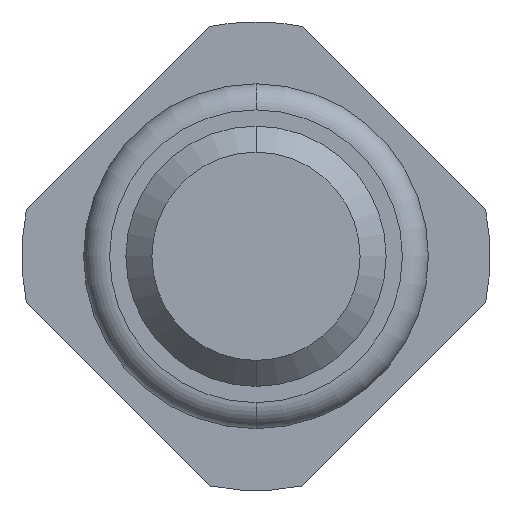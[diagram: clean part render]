
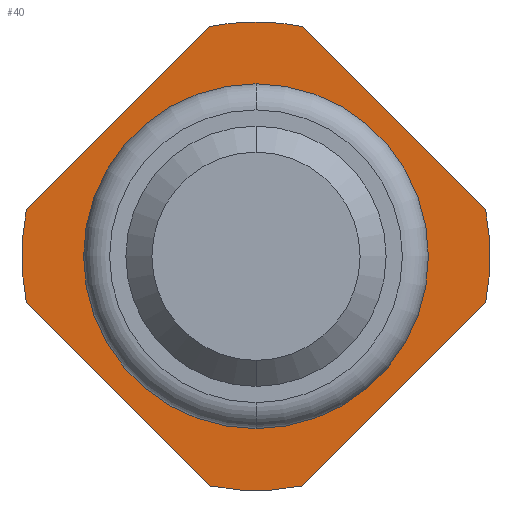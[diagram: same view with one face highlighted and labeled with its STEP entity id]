
A CAD part, front view. The second image highlights one B-rep face of the part: STEP entity #40.
In plain terms, the highlighted planar face has unit normal (0, -1, 0).
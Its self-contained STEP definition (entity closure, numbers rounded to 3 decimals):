
#26 = ORIENTED_EDGE ( 'NONE', *, *, #313, .F. ) ;
#40 = ADVANCED_FACE ( 'Defeature ausgef�hrt2_0', ( #2044, #2960 ), #1751, .F. ) ;
#146 = CARTESIAN_POINT ( 'NONE',  ( -0.357, -2., -1.764 ) ) ;
#148 = DIRECTION ( 'NONE',  ( -0.707, 0., -0.707 ) ) ;
#181 = DIRECTION ( 'NONE',  ( 0., 1., 0. ) ) ;
#193 = CARTESIAN_POINT ( 'NONE',  ( 0., -2., 0. ) ) ;
#235 = VECTOR ( 'NONE', #2097, 1000. ) ;
#243 = CIRCLE ( 'NONE', #3341, 1.8 ) ;
#271 = CARTESIAN_POINT ( 'NONE',  ( 0.357, -2., 1.764 ) ) ;
#296 = ORIENTED_EDGE ( 'NONE', *, *, #2021, .F. ) ;
#308 = DIRECTION ( 'NONE',  ( 0., 1., 0. ) ) ;
#313 = EDGE_CURVE ( 'Defeature ausgef�hrt2_16+Defeature ausgef�hrt2_0+Defeature ausgef�hrt2_4+Defeature ausgef�hrt2_3', #1386, #1410, #3854, .T. ) ;
#395 = EDGE_CURVE ( 'Defeature ausgef�hrt2_2+Defeature ausgef�hrt2_0+Defeature ausgef�hrt2_17+Defeature ausgef�hrt2_18', #2202, #4308, #929, .T. ) ;
#428 = DIRECTION ( 'NONE',  ( 0., 1., 0. ) ) ;
#482 = VERTEX_POINT ( 'NONE', #2506 ) ;
#500 = LINE ( 'NONE', #3454, #235 ) ;
#509 = EDGE_CURVE ( 'Defeature ausgef�hrt2_2+Defeature ausgef�hrt2_0+Defeature ausgef�hrt2_17+Defeature ausgef�hrt2_18', #1933, #2202, #2075, .T. ) ;
#555 = DIRECTION ( 'NONE',  ( 0., 0., 1. ) ) ;
#575 = CARTESIAN_POINT ( 'NONE',  ( 1.764, -2., 0.357 ) ) ;
#591 = VERTEX_POINT ( 'NONE', #1260 ) ;
#642 = VERTEX_POINT ( 'NONE', #3959 ) ;
#676 = EDGE_CURVE ( 'Defeature ausgef�hrt2_0+Defeature ausgef�hrt2_12+Defeature ausgef�hrt2_12+Defeature ausgef�hrt2_12', #642, #591, #1343, .T. ) ;
#695 = ORIENTED_EDGE ( 'NONE', *, *, #2547, .F. ) ;
#705 = EDGE_CURVE ( 'Defeature ausgef�hrt2_1+Defeature ausgef�hrt2_0+Defeature ausgef�hrt2_18+Defeature ausgef�hrt2_15', #3351, #482, #1248, .T. ) ;
#738 = EDGE_LOOP ( 'NONE', ( #1272, #2326 ) ) ;
#769 = CIRCLE ( 'NONE', #2972, 1.8 ) ;
#812 = DIRECTION ( 'NONE',  ( -0.707, 0., 0.707 ) ) ;
#832 = DIRECTION ( 'NONE',  ( 0.707, 0., 0.707 ) ) ;
#929 = CIRCLE ( 'NONE', #1735, 1.8 ) ;
#990 = EDGE_LOOP ( 'NONE', ( #1458, #1682, #1838, #695, #1214, #26, #296, #2008, #2585 ) ) ;
#1161 = AXIS2_PLACEMENT_3D ( 'NONE', #3302, #1579, #1563 ) ;
#1214 = ORIENTED_EDGE ( 'NONE', *, *, #2213, .F. ) ;
#1227 = DIRECTION ( 'NONE',  ( 0., 0., 1. ) ) ;
#1244 = DIRECTION ( 'NONE',  ( 0., 1., 0. ) ) ;
#1248 = CIRCLE ( 'NONE', #2604, 1.8 ) ;
#1260 = CARTESIAN_POINT ( 'NONE',  ( 0., -2., 1.325 ) ) ;
#1272 = ORIENTED_EDGE ( 'NONE', *, *, #1976, .T. ) ;
#1343 = CIRCLE ( 'NONE', #1161, 1.325 ) ;
#1386 = VERTEX_POINT ( 'NONE', #146 ) ;
#1403 = VECTOR ( 'NONE', #812, 1000. ) ;
#1410 = VERTEX_POINT ( 'NONE', #1501 ) ;
#1453 = CARTESIAN_POINT ( 'NONE',  ( 0., -2., 0. ) ) ;
#1458 = ORIENTED_EDGE ( 'NONE', *, *, #1859, .F. ) ;
#1501 = CARTESIAN_POINT ( 'NONE',  ( -1.764, -2., -0.357 ) ) ;
#1507 = CARTESIAN_POINT ( 'NONE',  ( -0.357, -2., 1.764 ) ) ;
#1563 = DIRECTION ( 'NONE',  ( 0., 0., 1. ) ) ;
#1571 = CARTESIAN_POINT ( 'NONE',  ( 0., -2., 0. ) ) ;
#1579 = DIRECTION ( 'NONE',  ( 0., 1., 0. ) ) ;
#1668 = VECTOR ( 'NONE', #832, 1000. ) ;
#1682 = ORIENTED_EDGE ( 'NONE', *, *, #395, .F. ) ;
#1735 = AXIS2_PLACEMENT_3D ( 'NONE', #1453, #428, #3845 ) ;
#1741 = CARTESIAN_POINT ( 'NONE',  ( 1.8, -2., 0. ) ) ;
#1751 = PLANE ( 'NONE',  #2717 ) ;
#1838 = ORIENTED_EDGE ( 'NONE', *, *, #509, .F. ) ;
#1844 = CARTESIAN_POINT ( 'NONE',  ( 0., -2., 0. ) ) ;
#1859 = EDGE_CURVE ( 'Defeature ausgef�hrt2_18+Defeature ausgef�hrt2_0+Defeature ausgef�hrt2_2+Defeature ausgef�hrt2_1', #4308, #3351, #500, .T. ) ;
#1933 = VERTEX_POINT ( 'NONE', #1507 ) ;
#1976 = EDGE_CURVE ( 'Defeature ausgef�hrt2_0+Defeature ausgef�hrt2_12+Defeature ausgef�hrt2_12+Defeature ausgef�hrt2_12', #591, #642, #2348, .T. ) ;
#1989 = CARTESIAN_POINT ( 'NONE',  ( -1.764, -2., 0.357 ) ) ;
#2008 = ORIENTED_EDGE ( 'NONE', *, *, #2608, .F. ) ;
#2021 = EDGE_CURVE ( 'Defeature ausgef�hrt2_4+Defeature ausgef�hrt2_0+Defeature ausgef�hrt2_15+Defeature ausgef�hrt2_16', #3768, #1386, #243, .T. ) ;
#2044 = FACE_BOUND ( 'NONE', #738, .T. ) ;
#2075 = CIRCLE ( 'NONE', #2979, 1.8 ) ;
#2097 = DIRECTION ( 'NONE',  ( 0.707, 0., -0.707 ) ) ;
#2111 = CARTESIAN_POINT ( 'NONE',  ( 1.961, -2., -0.161 ) ) ;
#2138 = CARTESIAN_POINT ( 'NONE',  ( -0.161, -2., 1.961 ) ) ;
#2202 = VERTEX_POINT ( 'NONE', #2583 ) ;
#2213 = EDGE_CURVE ( 'Defeature ausgef�hrt2_3+Defeature ausgef�hrt2_0+Defeature ausgef�hrt2_16+Defeature ausgef�hrt2_17', #1410, #2419, #769, .T. ) ;
#2236 = DIRECTION ( 'NONE',  ( 0., 1., 0. ) ) ;
#2243 = DIRECTION ( 'NONE',  ( 0., 1., 0. ) ) ;
#2326 = ORIENTED_EDGE ( 'NONE', *, *, #676, .T. ) ;
#2348 = CIRCLE ( 'NONE', #3896, 1.325 ) ;
#2419 = VERTEX_POINT ( 'NONE', #1989 ) ;
#2492 = CARTESIAN_POINT ( 'NONE',  ( -0.161, -2., -1.961 ) ) ;
#2506 = CARTESIAN_POINT ( 'NONE',  ( 1.764, -2., -0.357 ) ) ;
#2547 = EDGE_CURVE ( 'Defeature ausgef�hrt2_17+Defeature ausgef�hrt2_0+Defeature ausgef�hrt2_3+Defeature ausgef�hrt2_2', #2419, #1933, #2940, .T. ) ;
#2555 = DIRECTION ( 'NONE',  ( 0., 0., 1. ) ) ;
#2583 = CARTESIAN_POINT ( 'NONE',  ( 0., -2., 1.8 ) ) ;
#2585 = ORIENTED_EDGE ( 'NONE', *, *, #705, .F. ) ;
#2604 = AXIS2_PLACEMENT_3D ( 'NONE', #2936, #2243, #3289 ) ;
#2608 = EDGE_CURVE ( 'Defeature ausgef�hrt2_15+Defeature ausgef�hrt2_0+Defeature ausgef�hrt2_1+Defeature ausgef�hrt2_4', #482, #3768, #4028, .T. ) ;
#2717 = AXIS2_PLACEMENT_3D ( 'NONE', #1741, #308, #2784 ) ;
#2784 = DIRECTION ( 'NONE',  ( 0., 0., 1. ) ) ;
#2903 = CARTESIAN_POINT ( 'NONE',  ( 0.357, -2., -1.764 ) ) ;
#2913 = DIRECTION ( 'NONE',  ( 0., 1., 0. ) ) ;
#2936 = CARTESIAN_POINT ( 'NONE',  ( 0., -2., 0. ) ) ;
#2940 = LINE ( 'NONE', #2138, #1668 ) ;
#2960 = FACE_OUTER_BOUND ( 'NONE', #990, .T. ) ;
#2972 = AXIS2_PLACEMENT_3D ( 'NONE', #1571, #1244, #3562 ) ;
#2979 = AXIS2_PLACEMENT_3D ( 'NONE', #3241, #181, #1227 ) ;
#3241 = CARTESIAN_POINT ( 'NONE',  ( 0., -2., 0. ) ) ;
#3289 = DIRECTION ( 'NONE',  ( 0., 0., 1. ) ) ;
#3302 = CARTESIAN_POINT ( 'NONE',  ( 0., -2., 0. ) ) ;
#3341 = AXIS2_PLACEMENT_3D ( 'NONE', #193, #2913, #555 ) ;
#3351 = VERTEX_POINT ( 'NONE', #575 ) ;
#3454 = CARTESIAN_POINT ( 'NONE',  ( 1.961, -2., 0.161 ) ) ;
#3467 = VECTOR ( 'NONE', #148, 1000. ) ;
#3562 = DIRECTION ( 'NONE',  ( 0., 0., 1. ) ) ;
#3768 = VERTEX_POINT ( 'NONE', #2903 ) ;
#3845 = DIRECTION ( 'NONE',  ( 0., 0., 1. ) ) ;
#3854 = LINE ( 'NONE', #2492, #1403 ) ;
#3896 = AXIS2_PLACEMENT_3D ( 'NONE', #1844, #2236, #2555 ) ;
#3959 = CARTESIAN_POINT ( 'NONE',  ( 0., -2., -1.325 ) ) ;
#4028 = LINE ( 'NONE', #2111, #3467 ) ;
#4308 = VERTEX_POINT ( 'NONE', #271 ) ;
